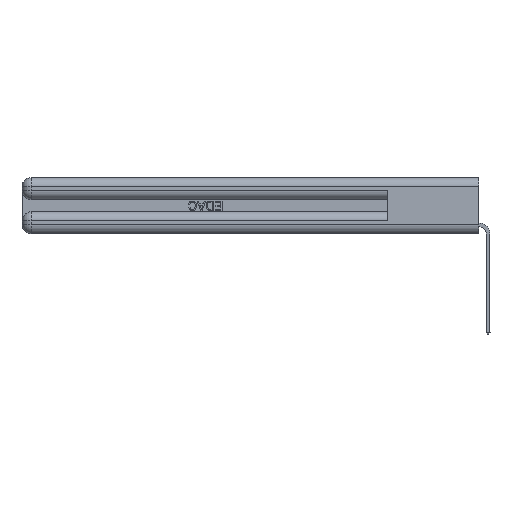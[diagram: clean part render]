
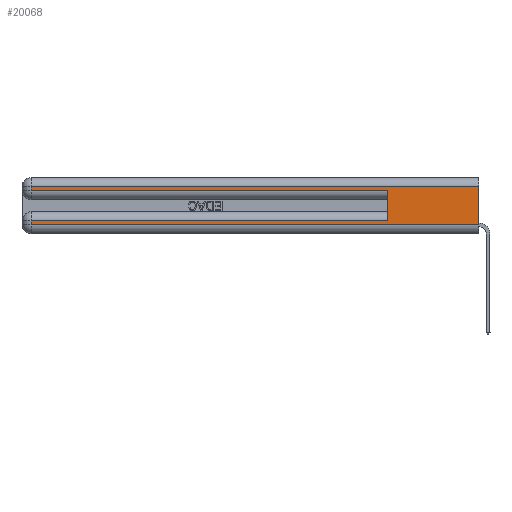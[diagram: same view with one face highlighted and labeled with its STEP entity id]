
A CAD part, left-side view. The second image highlights one B-rep face of the part: STEP entity #20068.
In plain terms, the highlighted planar face has unit normal (-1, 0, 0).
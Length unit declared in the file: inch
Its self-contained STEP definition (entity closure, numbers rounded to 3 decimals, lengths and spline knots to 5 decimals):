
#511 = EDGE_CURVE ( 'NONE', #4996, #17911, #7722, .T. ) ;
#618 = CARTESIAN_POINT ( 'NONE',  ( 0., 0., 0.06 ) ) ;
#960 = DIRECTION ( 'NONE',  ( 0., -1., 0. ) ) ;
#1145 = DIRECTION ( 'NONE',  ( 0., 0., 1. ) ) ;
#1270 = DIRECTION ( 'NONE',  ( 0., 0., -1. ) ) ;
#1757 = VECTOR ( 'NONE', #3275, 39.37008 ) ;
#2549 = LINE ( 'NONE', #30032, #8788 ) ;
#2958 = EDGE_CURVE ( 'NONE', #26469, #14217, #5508, .T. ) ;
#3275 = DIRECTION ( 'NONE',  ( 0., -1., 0. ) ) ;
#3556 = ORIENTED_EDGE ( 'NONE', *, *, #19012, .T. ) ;
#3794 = CARTESIAN_POINT ( 'NONE',  ( 0., 0.6, 0.145 ) ) ;
#4253 = DIRECTION ( 'NONE',  ( 0., 1., 0. ) ) ;
#4996 = VERTEX_POINT ( 'NONE', #18725 ) ;
#5508 = LINE ( 'NONE', #30055, #18032 ) ;
#5512 = LINE ( 'NONE', #8027, #33656 ) ;
#6108 = ORIENTED_EDGE ( 'NONE', *, *, #511, .T. ) ;
#6507 = EDGE_CURVE ( 'NONE', #8751, #26469, #24387, .T. ) ;
#6893 = CARTESIAN_POINT ( 'NONE',  ( 0., 2.94, 0.37 ) ) ;
#7071 = VECTOR ( 'NONE', #20184, 39.37008 ) ;
#7722 = LINE ( 'NONE', #15957, #21883 ) ;
#8027 = CARTESIAN_POINT ( 'NONE',  ( 0., 0., 0.37 ) ) ;
#8288 = EDGE_CURVE ( 'NONE', #8751, #14563, #12644, .T. ) ;
#8751 = VERTEX_POINT ( 'NONE', #24094 ) ;
#8788 = VECTOR ( 'NONE', #960, 39.37008 ) ;
#8827 = LINE ( 'NONE', #618, #1757 ) ;
#9170 = CARTESIAN_POINT ( 'NONE',  ( 0., 0., 0.37 ) ) ;
#9439 = EDGE_CURVE ( 'NONE', #4996, #17196, #5512, .T. ) ;
#9546 = ORIENTED_EDGE ( 'NONE', *, *, #2958, .T. ) ;
#10285 = VECTOR ( 'NONE', #4253, 39.37008 ) ;
#12644 = LINE ( 'NONE', #3794, #25893 ) ;
#13216 = CARTESIAN_POINT ( 'NONE',  ( 0., 0.6, 0.285 ) ) ;
#14217 = VERTEX_POINT ( 'NONE', #30339 ) ;
#14519 = PLANE ( 'NONE',  #29355 ) ;
#14563 = VERTEX_POINT ( 'NONE', #13216 ) ;
#14904 = CARTESIAN_POINT ( 'NONE',  ( 0., 2.94, 0.285 ) ) ;
#15134 = ORIENTED_EDGE ( 'NONE', *, *, #9439, .F. ) ;
#15957 = CARTESIAN_POINT ( 'NONE',  ( 0., 0., 0.31 ) ) ;
#16927 = DIRECTION ( 'NONE',  ( 0., 0., -1. ) ) ;
#17196 = VERTEX_POINT ( 'NONE', #19473 ) ;
#17197 = DIRECTION ( 'NONE',  ( 1., 0., 0. ) ) ;
#17220 = EDGE_CURVE ( 'NONE', #30998, #14563, #2549, .T. ) ;
#17911 = VERTEX_POINT ( 'NONE', #22779 ) ;
#18032 = VECTOR ( 'NONE', #16927, 39.37008 ) ;
#18725 = CARTESIAN_POINT ( 'NONE',  ( 0., 0., 0.31 ) ) ;
#19012 = EDGE_CURVE ( 'NONE', #17911, #30998, #21238, .T. ) ;
#19473 = CARTESIAN_POINT ( 'NONE',  ( 0., 0., 0.06 ) ) ;
#20068 = ADVANCED_FACE ( 'NONE', ( #24513 ), #14519, .F. ) ;
#20184 = DIRECTION ( 'NONE',  ( 0., 0., -1. ) ) ;
#21188 = ORIENTED_EDGE ( 'NONE', *, *, #8288, .F. ) ;
#21238 = LINE ( 'NONE', #6893, #7071 ) ;
#21883 = VECTOR ( 'NONE', #27604, 39.37008 ) ;
#22779 = CARTESIAN_POINT ( 'NONE',  ( 0., 2.94, 0.31 ) ) ;
#22849 = ORIENTED_EDGE ( 'NONE', *, *, #6507, .T. ) ;
#24094 = CARTESIAN_POINT ( 'NONE',  ( 0., 0.6, 0.085 ) ) ;
#24387 = LINE ( 'NONE', #33273, #10285 ) ;
#24513 = FACE_OUTER_BOUND ( 'NONE', #30999, .T. ) ;
#25893 = VECTOR ( 'NONE', #1145, 39.37008 ) ;
#26469 = VERTEX_POINT ( 'NONE', #31920 ) ;
#26585 = DIRECTION ( 'NONE',  ( 0., 0., -1. ) ) ;
#26724 = EDGE_CURVE ( 'NONE', #14217, #17196, #8827, .T. ) ;
#27355 = ORIENTED_EDGE ( 'NONE', *, *, #17220, .T. ) ;
#27604 = DIRECTION ( 'NONE',  ( 0., 1., 0. ) ) ;
#29355 = AXIS2_PLACEMENT_3D ( 'NONE', #9170, #17197, #1270 ) ;
#30032 = CARTESIAN_POINT ( 'NONE',  ( 0., 0., 0.285 ) ) ;
#30055 = CARTESIAN_POINT ( 'NONE',  ( 0., 2.94, 0.37 ) ) ;
#30339 = CARTESIAN_POINT ( 'NONE',  ( 0., 2.94, 0.06 ) ) ;
#30654 = ORIENTED_EDGE ( 'NONE', *, *, #26724, .T. ) ;
#30998 = VERTEX_POINT ( 'NONE', #14904 ) ;
#30999 = EDGE_LOOP ( 'NONE', ( #15134, #6108, #3556, #27355, #21188, #22849, #9546, #30654 ) ) ;
#31920 = CARTESIAN_POINT ( 'NONE',  ( 0., 2.94, 0.085 ) ) ;
#33273 = CARTESIAN_POINT ( 'NONE',  ( 0., 0., 0.085 ) ) ;
#33656 = VECTOR ( 'NONE', #26585, 39.37008 ) ;
